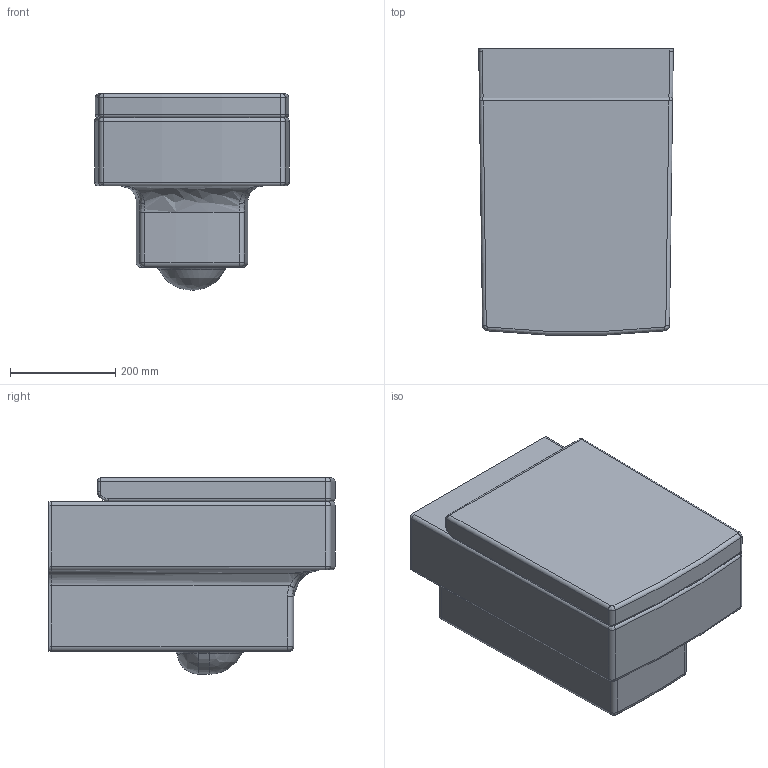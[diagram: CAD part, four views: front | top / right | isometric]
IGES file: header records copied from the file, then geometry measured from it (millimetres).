
Global section: file name: No Iges File Name specified; native system: Autodesk Inventor 2009; preprocessor: AutoDesk Inventor Iges Exporter R2009; author: Andreas; date: 20100729.163421; units: millimetre
Bounding box: 370 x 544 x 373.09 mm (x, y, z)
Volume: 27996257.9 mm3; surface area: 1674699.6 mm2
Topology: 2 solids, 2 shells, 252 faces, 593 edges, 347 vertices
Faces by surface type: plane 62, revolution 54, bspline 53, cylinder 52, torus 29, sphere 2
